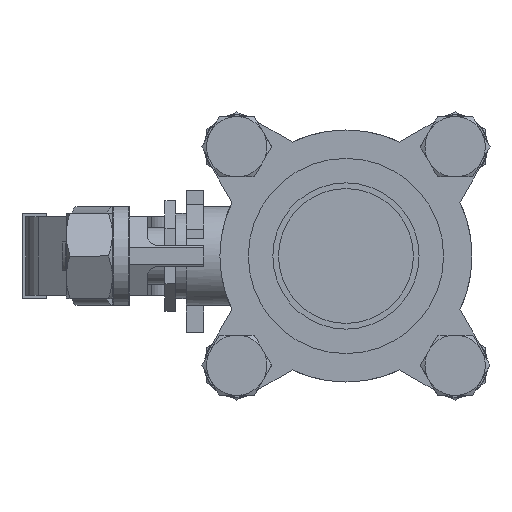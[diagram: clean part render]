
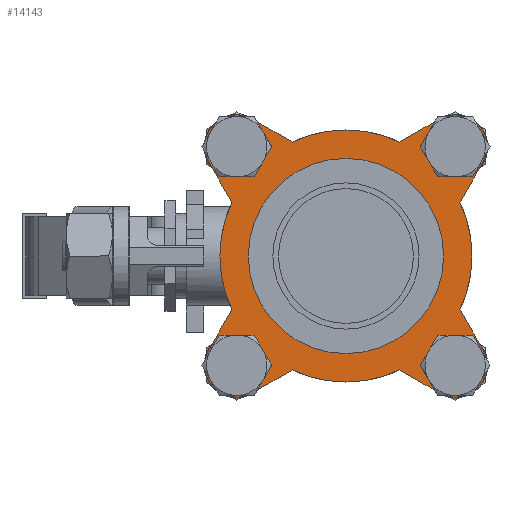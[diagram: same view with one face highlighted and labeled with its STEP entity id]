
A CAD part, left-side view. The second image highlights one B-rep face of the part: STEP entity #14143.
In plain terms, the highlighted planar face has unit normal (-1, 0, 0).
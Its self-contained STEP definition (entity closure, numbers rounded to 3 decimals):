
#13 = ORIENTED_EDGE ( 'NONE', *, *, #6900, .T. ) ;
#52 = DIRECTION ( 'NONE',  ( 1., 0., 0. ) ) ;
#134 = VERTEX_POINT ( 'NONE', #10701 ) ;
#197 = VERTEX_POINT ( 'NONE', #9661 ) ;
#411 = EDGE_CURVE ( 'NONE', #134, #6527, #13196, .T. ) ;
#416 = CIRCLE ( 'NONE', #8468, 35.5 ) ;
#464 = CARTESIAN_POINT ( 'NONE',  ( -38., 38.546, 26.247 ) ) ;
#542 = LINE ( 'NONE', #1653, #2362 ) ;
#548 = VERTEX_POINT ( 'NONE', #5862 ) ;
#823 = CARTESIAN_POINT ( 'NONE',  ( -38., 30.759, 30.759 ) ) ;
#832 = VERTEX_POINT ( 'NONE', #7635 ) ;
#873 = DIRECTION ( 'NONE',  ( 0., 0., -1. ) ) ;
#917 = EDGE_CURVE ( 'NONE', #548, #197, #9330, .T. ) ;
#998 = CARTESIAN_POINT ( 'NONE',  ( -38., 26.247, -38.546 ) ) ;
#1213 = DIRECTION ( 'NONE',  ( 0., 0., -1. ) ) ;
#1239 = CARTESIAN_POINT ( 'NONE',  ( -38., 0., 0. ) ) ;
#1391 = CARTESIAN_POINT ( 'NONE',  ( -38., 0., 0. ) ) ;
#1653 = CARTESIAN_POINT ( 'NONE',  ( -38., -38.546, -26.247 ) ) ;
#1826 = CARTESIAN_POINT ( 'NONE',  ( -38., 32.11, -15.139 ) ) ;
#2099 = CARTESIAN_POINT ( 'NONE',  ( -38., -32.11, -15.139 ) ) ;
#2362 = VECTOR ( 'NONE', #5207, 1000. ) ;
#2364 = ORIENTED_EDGE ( 'NONE', *, *, #3130, .F. ) ;
#2433 = EDGE_CURVE ( 'NONE', #6993, #12273, #11613, .T. ) ;
#2440 = DIRECTION ( 'NONE',  ( 0., 0., 1. ) ) ;
#2453 = CARTESIAN_POINT ( 'NONE',  ( -38., -15.139, -32.11 ) ) ;
#2487 = LINE ( 'NONE', #1826, #11513 ) ;
#2679 = ORIENTED_EDGE ( 'NONE', *, *, #9405, .T. ) ;
#2743 = VECTOR ( 'NONE', #3435, 1000. ) ;
#2817 = EDGE_LOOP ( 'NONE', ( #6760 ) ) ;
#3060 = LINE ( 'NONE', #464, #13158 ) ;
#3124 = VERTEX_POINT ( 'NONE', #3893 ) ;
#3130 = EDGE_CURVE ( 'NONE', #12020, #10319, #6793, .T. ) ;
#3175 = AXIS2_PLACEMENT_3D ( 'NONE', #7406, #13305, #14824 ) ;
#3280 = ORIENTED_EDGE ( 'NONE', *, *, #917, .T. ) ;
#3435 = DIRECTION ( 'NONE',  ( 0., -0.865, 0.501 ) ) ;
#3605 = EDGE_CURVE ( 'NONE', #832, #8922, #542, .T. ) ;
#3649 = EDGE_CURVE ( 'NONE', #7147, #3986, #4763, .T. ) ;
#3661 = CIRCLE ( 'NONE', #9629, 9. ) ;
#3893 = CARTESIAN_POINT ( 'NONE',  ( -38., -26.247, -38.546 ) ) ;
#3981 = ORIENTED_EDGE ( 'NONE', *, *, #13567, .T. ) ;
#3986 = VERTEX_POINT ( 'NONE', #6224 ) ;
#4104 = CARTESIAN_POINT ( 'NONE',  ( -38., -32.11, 15.139 ) ) ;
#4128 = CARTESIAN_POINT ( 'NONE',  ( -38., -26.247, 38.546 ) ) ;
#4168 = EDGE_CURVE ( 'NONE', #3124, #832, #3661, .T. ) ;
#4325 = DIRECTION ( 'NONE',  ( 0., 0., -1. ) ) ;
#4334 = VERTEX_POINT ( 'NONE', #8122 ) ;
#4346 = EDGE_CURVE ( 'NONE', #8487, #8487, #7877, .T. ) ;
#4484 = FACE_OUTER_BOUND ( 'NONE', #9563, .T. ) ;
#4547 = CARTESIAN_POINT ( 'NONE',  ( -38., 32.11, -15.139 ) ) ;
#4587 = CARTESIAN_POINT ( 'NONE',  ( -38., 0., 0. ) ) ;
#4763 = LINE ( 'NONE', #4128, #15265 ) ;
#4962 = DIRECTION ( 'NONE',  ( 0., 0., -1. ) ) ;
#5066 = EDGE_CURVE ( 'NONE', #6993, #8922, #10973, .T. ) ;
#5207 = DIRECTION ( 'NONE',  ( 0., 0.501, 0.865 ) ) ;
#5273 = EDGE_CURVE ( 'NONE', #6527, #10319, #3060, .T. ) ;
#5349 = VECTOR ( 'NONE', #9756, 1000. ) ;
#5429 = CARTESIAN_POINT ( 'NONE',  ( -38., 30.759, -30.759 ) ) ;
#5591 = LINE ( 'NONE', #10423, #9088 ) ;
#5598 = AXIS2_PLACEMENT_3D ( 'NONE', #5857, #14121, #10537 ) ;
#5857 = CARTESIAN_POINT ( 'NONE',  ( -38., -30.759, 30.759 ) ) ;
#5862 = CARTESIAN_POINT ( 'NONE',  ( -38., 38.546, -26.247 ) ) ;
#5978 = DIRECTION ( 'NONE',  ( 0., 0., -1. ) ) ;
#6132 = VECTOR ( 'NONE', #14083, 1000. ) ;
#6224 = CARTESIAN_POINT ( 'NONE',  ( -38., -15.139, 32.11 ) ) ;
#6524 = ORIENTED_EDGE ( 'NONE', *, *, #411, .T. ) ;
#6527 = VERTEX_POINT ( 'NONE', #6978 ) ;
#6760 = ORIENTED_EDGE ( 'NONE', *, *, #4346, .T. ) ;
#6793 = CIRCLE ( 'NONE', #11889, 35.5 ) ;
#6900 = EDGE_CURVE ( 'NONE', #12020, #548, #2487, .T. ) ;
#6931 = ORIENTED_EDGE ( 'NONE', *, *, #9888, .F. ) ;
#6948 = CARTESIAN_POINT ( 'NONE',  ( -38., -38.546, 26.247 ) ) ;
#6978 = CARTESIAN_POINT ( 'NONE',  ( -38., 38.546, 26.247 ) ) ;
#6993 = VERTEX_POINT ( 'NONE', #4104 ) ;
#7080 = CARTESIAN_POINT ( 'NONE',  ( -38., 0., 0. ) ) ;
#7147 = VERTEX_POINT ( 'NONE', #14049 ) ;
#7387 = ORIENTED_EDGE ( 'NONE', *, *, #2433, .T. ) ;
#7406 = CARTESIAN_POINT ( 'NONE',  ( -38., 0., 0. ) ) ;
#7478 = EDGE_CURVE ( 'NONE', #12273, #7147, #12847, .T. ) ;
#7542 = AXIS2_PLACEMENT_3D ( 'NONE', #14064, #14165, #2440 ) ;
#7635 = CARTESIAN_POINT ( 'NONE',  ( -38., -38.546, -26.247 ) ) ;
#7683 = DIRECTION ( 'NONE',  ( 0., 0.501, -0.865 ) ) ;
#7694 = DIRECTION ( 'NONE',  ( 0., 0., -1. ) ) ;
#7877 = CIRCLE ( 'NONE', #11519, 23.35 ) ;
#7926 = DIRECTION ( 'NONE',  ( -1., 0., 0. ) ) ;
#8122 = CARTESIAN_POINT ( 'NONE',  ( -38., -15.139, -32.11 ) ) ;
#8468 = AXIS2_PLACEMENT_3D ( 'NONE', #1239, #10607, #5978 ) ;
#8473 = AXIS2_PLACEMENT_3D ( 'NONE', #4587, #10502, #9445 ) ;
#8487 = VERTEX_POINT ( 'NONE', #10088 ) ;
#8922 = VERTEX_POINT ( 'NONE', #2099 ) ;
#9088 = VECTOR ( 'NONE', #11503, 1000. ) ;
#9317 = ORIENTED_EDGE ( 'NONE', *, *, #5066, .F. ) ;
#9330 = CIRCLE ( 'NONE', #13734, 9. ) ;
#9405 = EDGE_CURVE ( 'NONE', #197, #10877, #9540, .T. ) ;
#9436 = FACE_BOUND ( 'NONE', #2817, .T. ) ;
#9445 = DIRECTION ( 'NONE',  ( 0., 0., -1. ) ) ;
#9528 = ORIENTED_EDGE ( 'NONE', *, *, #3649, .T. ) ;
#9540 = LINE ( 'NONE', #998, #2743 ) ;
#9563 = EDGE_LOOP ( 'NONE', ( #9528, #6931, #13267, #6524, #11390, #2364, #13, #3280, #2679, #14233, #3981, #10533, #11779, #9317, #7387, #12251 ) ) ;
#9629 = AXIS2_PLACEMENT_3D ( 'NONE', #10185, #7926, #873 ) ;
#9661 = CARTESIAN_POINT ( 'NONE',  ( -38., 26.247, -38.546 ) ) ;
#9756 = DIRECTION ( 'NONE',  ( 0., -0.501, 0.865 ) ) ;
#9766 = VERTEX_POINT ( 'NONE', #11980 ) ;
#9786 = DIRECTION ( 'NONE',  ( 1., 0., 0. ) ) ;
#9888 = EDGE_CURVE ( 'NONE', #9766, #3986, #13777, .T. ) ;
#9983 = DIRECTION ( 'NONE',  ( 0., 0.865, -0.501 ) ) ;
#10083 = AXIS2_PLACEMENT_3D ( 'NONE', #823, #11263, #4325 ) ;
#10088 = CARTESIAN_POINT ( 'NONE',  ( -38., 0., -23.35 ) ) ;
#10185 = CARTESIAN_POINT ( 'NONE',  ( -38., -30.759, -30.759 ) ) ;
#10319 = VERTEX_POINT ( 'NONE', #11021 ) ;
#10379 = LINE ( 'NONE', #2453, #6132 ) ;
#10423 = CARTESIAN_POINT ( 'NONE',  ( -38., 15.139, 32.11 ) ) ;
#10502 = DIRECTION ( 'NONE',  ( 1., 0., 0. ) ) ;
#10533 = ORIENTED_EDGE ( 'NONE', *, *, #4168, .T. ) ;
#10537 = DIRECTION ( 'NONE',  ( 0., 0., -1. ) ) ;
#10607 = DIRECTION ( 'NONE',  ( 1., 0., 0. ) ) ;
#10701 = CARTESIAN_POINT ( 'NONE',  ( -38., 26.247, 38.546 ) ) ;
#10841 = CARTESIAN_POINT ( 'NONE',  ( -38., 15.139, -32.11 ) ) ;
#10877 = VERTEX_POINT ( 'NONE', #10841 ) ;
#10929 = CARTESIAN_POINT ( 'NONE',  ( -38., -32.11, 15.139 ) ) ;
#10973 = CIRCLE ( 'NONE', #8473, 35.5 ) ;
#11021 = CARTESIAN_POINT ( 'NONE',  ( -38., 32.11, 15.139 ) ) ;
#11263 = DIRECTION ( 'NONE',  ( -1., 0., 0. ) ) ;
#11294 = DIRECTION ( 'NONE',  ( -1., 0., 0. ) ) ;
#11390 = ORIENTED_EDGE ( 'NONE', *, *, #5273, .T. ) ;
#11503 = DIRECTION ( 'NONE',  ( 0., 0.865, 0.501 ) ) ;
#11513 = VECTOR ( 'NONE', #7683, 1000. ) ;
#11519 = AXIS2_PLACEMENT_3D ( 'NONE', #7080, #52, #1213 ) ;
#11613 = LINE ( 'NONE', #10929, #5349 ) ;
#11779 = ORIENTED_EDGE ( 'NONE', *, *, #3605, .T. ) ;
#11889 = AXIS2_PLACEMENT_3D ( 'NONE', #1391, #9786, #4962 ) ;
#11980 = CARTESIAN_POINT ( 'NONE',  ( -38., 15.139, 32.11 ) ) ;
#12020 = VERTEX_POINT ( 'NONE', #4547 ) ;
#12251 = ORIENTED_EDGE ( 'NONE', *, *, #7478, .T. ) ;
#12273 = VERTEX_POINT ( 'NONE', #6948 ) ;
#12847 = CIRCLE ( 'NONE', #5598, 9. ) ;
#12921 = PLANE ( 'NONE',  #7542 ) ;
#13158 = VECTOR ( 'NONE', #13461, 1000. ) ;
#13196 = CIRCLE ( 'NONE', #10083, 9. ) ;
#13267 = ORIENTED_EDGE ( 'NONE', *, *, #14316, .T. ) ;
#13305 = DIRECTION ( 'NONE',  ( 1., 0., 0. ) ) ;
#13461 = DIRECTION ( 'NONE',  ( 0., -0.501, -0.865 ) ) ;
#13567 = EDGE_CURVE ( 'NONE', #4334, #3124, #10379, .T. ) ;
#13734 = AXIS2_PLACEMENT_3D ( 'NONE', #5429, #11294, #7694 ) ;
#13777 = CIRCLE ( 'NONE', #3175, 35.5 ) ;
#14049 = CARTESIAN_POINT ( 'NONE',  ( -38., -26.247, 38.546 ) ) ;
#14064 = CARTESIAN_POINT ( 'NONE',  ( -38., 30.759, 30.759 ) ) ;
#14083 = DIRECTION ( 'NONE',  ( 0., -0.865, -0.501 ) ) ;
#14121 = DIRECTION ( 'NONE',  ( -1., 0., 0. ) ) ;
#14143 = ADVANCED_FACE ( 'NONE', ( #9436, #4484 ), #12921, .T. ) ;
#14165 = DIRECTION ( 'NONE',  ( -1., 0., 0. ) ) ;
#14233 = ORIENTED_EDGE ( 'NONE', *, *, #15038, .F. ) ;
#14316 = EDGE_CURVE ( 'NONE', #9766, #134, #5591, .T. ) ;
#14824 = DIRECTION ( 'NONE',  ( 0., 0., -1. ) ) ;
#15038 = EDGE_CURVE ( 'NONE', #4334, #10877, #416, .T. ) ;
#15265 = VECTOR ( 'NONE', #9983, 1000. ) ;
